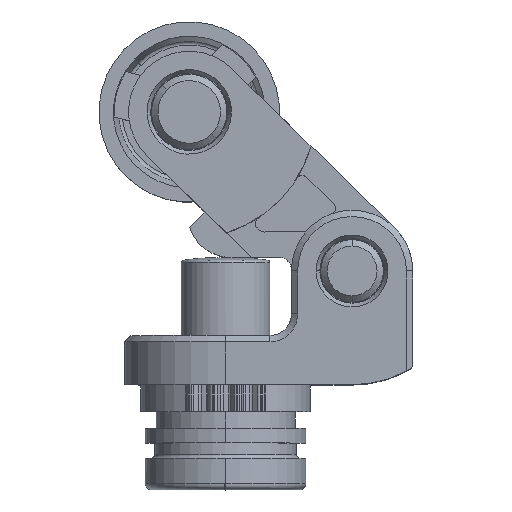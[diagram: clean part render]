
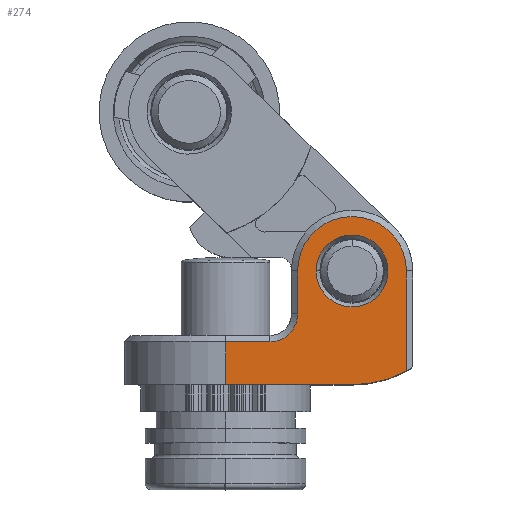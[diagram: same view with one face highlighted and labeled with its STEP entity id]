
A CAD part, top view. The second image highlights one B-rep face of the part: STEP entity #274.
In plain terms, the highlighted planar face has unit normal (0, 0, 1).
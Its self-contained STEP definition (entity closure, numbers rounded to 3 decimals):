
#274=ADVANCED_FACE('',(#870,#871),#872,.T.);
#870=FACE_OUTER_BOUND('',#1734,.T.);
#871=FACE_BOUND('',#1735,.T.);
#872=PLANE('',#1736);
#1734=EDGE_LOOP('',(#3984,#3985,#3986,#3987,#3988,#3989,#3990,#3991));
#1735=EDGE_LOOP('',(#3992,#3993));
#1736=AXIS2_PLACEMENT_3D('',#3994,#3995,#3996);
#3984=ORIENTED_EDGE('',*,*,#6332,.F.);
#3985=ORIENTED_EDGE('',*,*,#6230,.T.);
#3986=ORIENTED_EDGE('',*,*,#6330,.F.);
#3987=ORIENTED_EDGE('',*,*,#6333,.T.);
#3988=ORIENTED_EDGE('',*,*,#6334,.F.);
#3989=ORIENTED_EDGE('',*,*,#6335,.F.);
#3990=ORIENTED_EDGE('',*,*,#6336,.T.);
#3991=ORIENTED_EDGE('',*,*,#6337,.F.);
#3992=ORIENTED_EDGE('',*,*,#6338,.T.);
#3993=ORIENTED_EDGE('',*,*,#6339,.T.);
#3994=CARTESIAN_POINT('',(0.0,0.0,8.0));
#3995=DIRECTION('',(0.0,0.0,1.0));
#3996=DIRECTION('',(-0.0,-1.0,0.0));
#6230=EDGE_CURVE('',#7560,#7558,#7561,.T.);
#6330=EDGE_CURVE('',#7700,#7558,#7702,.T.);
#6332=EDGE_CURVE('',#7560,#7704,#7705,.T.);
#6333=EDGE_CURVE('',#7700,#7706,#7707,.T.);
#6334=EDGE_CURVE('',#7708,#7706,#7709,.T.);
#6335=EDGE_CURVE('',#7710,#7708,#7711,.T.);
#6336=EDGE_CURVE('',#7710,#7712,#7713,.T.);
#6337=EDGE_CURVE('',#7704,#7712,#7714,.T.);
#6338=EDGE_CURVE('',#7715,#7716,#7717,.T.);
#6339=EDGE_CURVE('',#7716,#7715,#7718,.T.);
#7558=VERTEX_POINT('',#9465);
#7560=VERTEX_POINT('',#9468);
#7561=LINE('',#9469,#9470);
#7700=VERTEX_POINT('',#9666);
#7702=CIRCLE('',#9673,9.0);
#7704=VERTEX_POINT('',#9676);
#7705=LINE('',#9677,#9678);
#7706=VERTEX_POINT('',#9679);
#7707=LINE('',#9680,#9681);
#7708=VERTEX_POINT('',#9682);
#7709=CIRCLE('',#9683,4.3);
#7710=VERTEX_POINT('',#9684);
#7711=LINE('',#9685,#9686);
#7712=VERTEX_POINT('',#9687);
#7713=CIRCLE('',#9688,2.2);
#7714=LINE('',#9689,#9690);
#7715=VERTEX_POINT('',#9691);
#7716=VERTEX_POINT('',#9692);
#7717=CIRCLE('',#9693,2.839);
#7718=CIRCLE('',#9694,2.839);
#9465=CARTESIAN_POINT('',(10.0,0.0,8.0));
#9468=CARTESIAN_POINT('',(0.0,0.0,8.0));
#9469=CARTESIAN_POINT('',(0.0,0.0,8.0));
#9470=VECTOR('',#11870,10.0);
#9666=CARTESIAN_POINT('',(14.3,1.094,8.0));
#9673=AXIS2_PLACEMENT_3D('',#12051,#12052,#12053);
#9676=CARTESIAN_POINT('',(0.0,3.4,8.0));
#9677=CARTESIAN_POINT('',(0.0,0.0,8.0));
#9678=VECTOR('',#12055,3.4);
#9679=CARTESIAN_POINT('',(14.3,9.0,8.0));
#9680=CARTESIAN_POINT('',(14.3,1.094,8.0));
#9681=VECTOR('',#12056,7.906);
#9682=CARTESIAN_POINT('',(5.7,9.0,8.0));
#9683=AXIS2_PLACEMENT_3D('',#12057,#12058,#12059);
#9684=CARTESIAN_POINT('',(5.7,5.6,8.0));
#9685=CARTESIAN_POINT('',(5.7,5.6,8.0));
#9686=VECTOR('',#12060,3.4);
#9687=CARTESIAN_POINT('',(3.5,3.4,8.0));
#9688=AXIS2_PLACEMENT_3D('',#12061,#12062,#12063);
#9689=CARTESIAN_POINT('',(0.0,3.4,8.0));
#9690=VECTOR('',#12064,3.5);
#9691=CARTESIAN_POINT('',(12.839,9.0,8.0));
#9692=CARTESIAN_POINT('',(7.161,9.0,8.0));
#9693=AXIS2_PLACEMENT_3D('',#12065,#12066,#12067);
#9694=AXIS2_PLACEMENT_3D('',#12068,#12069,#12070);
#11870=DIRECTION('',(1.0,0.0,0.0));
#12051=CARTESIAN_POINT('',(10.0,9.0,8.0));
#12052=DIRECTION('',(0.0,0.0,-1.0));
#12053=DIRECTION('',(0.478,-0.878,0.0));
#12055=DIRECTION('',(0.0,1.0,0.0));
#12056=DIRECTION('',(0.,1.,0.0));
#12057=CARTESIAN_POINT('',(10.0,9.0,8.0));
#12058=DIRECTION('',(0.0,0.0,-1.0));
#12059=DIRECTION('',(-1.0,0.0,0.0));
#12060=DIRECTION('',(0.0,1.0,0.0));
#12061=CARTESIAN_POINT('',(3.5,5.6,8.0));
#12062=DIRECTION('',(0.0,0.0,-1.0));
#12063=DIRECTION('',(1.0,0.0,0.0));
#12064=DIRECTION('',(1.0,0.0,0.0));
#12065=CARTESIAN_POINT('',(10.0,9.0,8.0));
#12066=DIRECTION('',(0.0,0.0,-1.0));
#12067=DIRECTION('',(1.0,0.0,0.0));
#12068=CARTESIAN_POINT('',(10.0,9.0,8.0));
#12069=DIRECTION('',(0.0,0.0,-1.0));
#12070=DIRECTION('',(-1.0,0.0,0.0));
